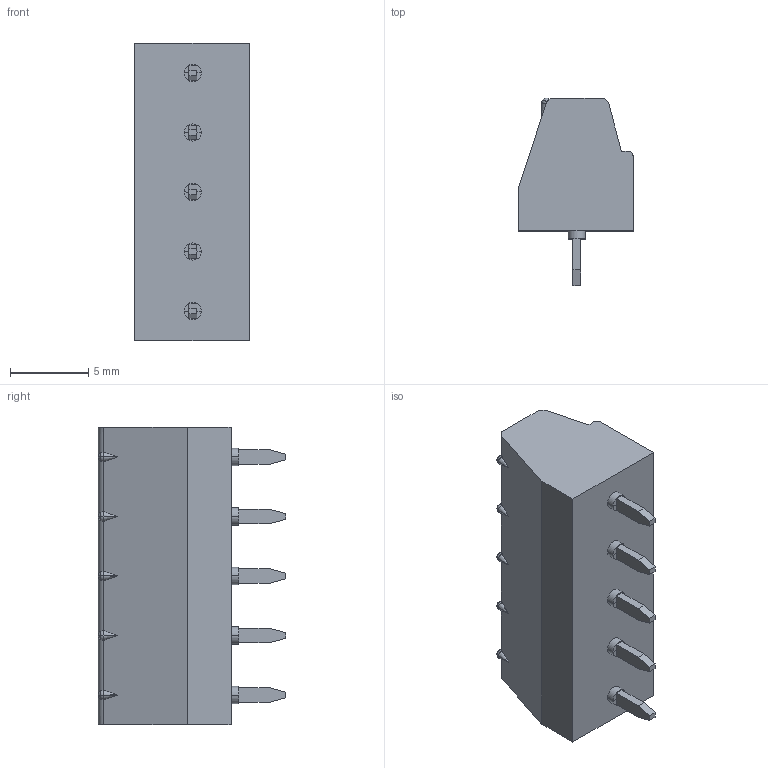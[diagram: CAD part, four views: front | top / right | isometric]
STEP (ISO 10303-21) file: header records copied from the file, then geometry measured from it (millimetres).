
FILE_DESCRIPTION(('SolidDesigner STEP Export'),'1');
FILE_NAME('mkds_1-5-3.81.stp','2000-06-14T14:51:09',(''),(''), 'SolidDesigner STEP processor Version: 7.0(Mar 1999)for AP214(CD)(Solid Model)', 'CoCreate SolidDesigner: 07.50 21-Dec-99(C) CoCreate Software GmbH','');
FILE_SCHEMA(('AUTOMOTIVE_DESIGN_CC2 {1 2 10303 214 -1 1 5 1}'));
Length unit declared in the file: millimetre
Products named in the file (2): mkds_1-5-3.81
Assembly tree (1 placements, depth 2):
  mkds_1-5-3.81
    mkds_1-5-3.81
Bounding box: 7.3 x 12 x 19.05 mm (x, y, z)
Volume: 927.5 mm3; surface area: 889.6 mm2
Topology: 1 solids, 1 shells, 316 faces, 815 edges, 505 vertices
Faces by surface type: plane 216, cylinder 70, torus 20, cone 10
Entity records: 11797 total; most frequent: CARTESIAN_POINT 2143, ORIENTED_EDGE 1590, DIRECTION 1331, EDGE_CURVE 795, VERTEX_POINT 505, VECTOR 495, LINE 495, AXIS2_PLACEMENT_3D 418
